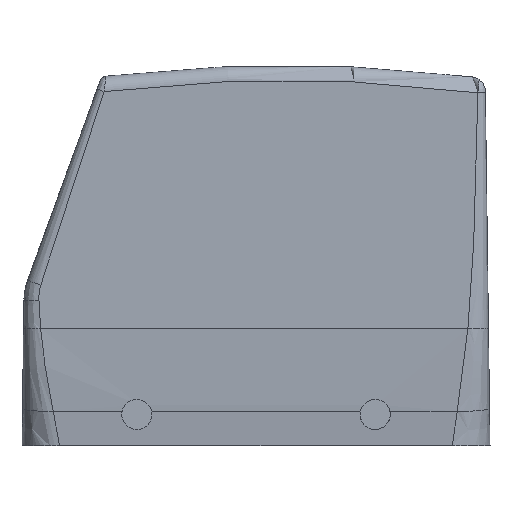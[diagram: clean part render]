
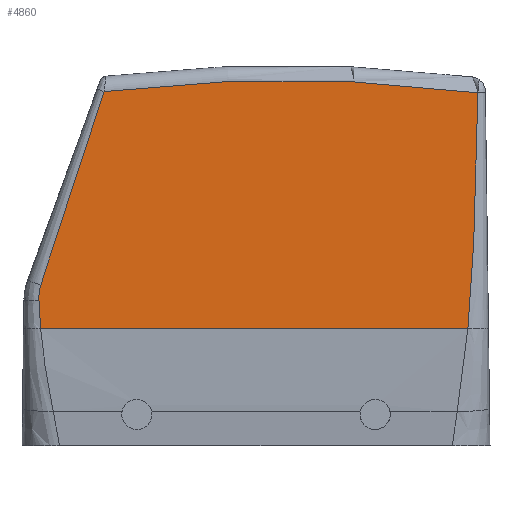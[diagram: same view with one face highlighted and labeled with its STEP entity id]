
A CAD part, left-side view. The second image highlights one B-rep face of the part: STEP entity #4860.
In plain terms, the highlighted planar face has unit normal (-1, 0, 0).
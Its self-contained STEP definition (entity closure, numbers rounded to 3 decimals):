
#4808=AXIS2_PLACEMENT_3D('Circle Axis2P3D',#4806,#4807,$) ;
#4823=AXIS2_PLACEMENT_3D('Plane Axis2P3D',#4820,#4821,#4822) ;
#3105=CARTESIAN_POINT('Vertex',(6.25,2.414,70.328)) ;
#3458=CARTESIAN_POINT('Vertex',(6.25,4.411,23.338)) ;
#3462=CARTESIAN_POINT('Control Point',(6.25,2.414,70.328)) ;
#3463=CARTESIAN_POINT('Control Point',(6.25,2.415,70.261)) ;
#3464=CARTESIAN_POINT('Control Point',(6.25,2.417,70.195)) ;
#3465=CARTESIAN_POINT('Control Point',(6.25,2.418,70.127)) ;
#3466=CARTESIAN_POINT('Control Point',(6.25,2.421,69.922)) ;
#3467=CARTESIAN_POINT('Control Point',(6.25,2.425,69.701)) ;
#3468=CARTESIAN_POINT('Control Point',(6.25,2.427,69.597)) ;
#3469=CARTESIAN_POINT('Control Point',(6.25,2.43,69.372)) ;
#3470=CARTESIAN_POINT('Control Point',(6.25,2.434,69.147)) ;
#3471=CARTESIAN_POINT('Control Point',(6.25,2.437,68.989)) ;
#3472=CARTESIAN_POINT('Control Point',(6.25,2.442,68.674)) ;
#3473=CARTESIAN_POINT('Control Point',(6.25,2.448,68.359)) ;
#3474=CARTESIAN_POINT('Control Point',(6.25,2.451,68.201)) ;
#3475=CARTESIAN_POINT('Control Point',(6.25,2.462,67.57)) ;
#3476=CARTESIAN_POINT('Control Point',(6.25,2.473,66.938)) ;
#3477=CARTESIAN_POINT('Control Point',(6.25,2.482,66.464)) ;
#3478=CARTESIAN_POINT('Control Point',(6.25,2.5,65.517)) ;
#3479=CARTESIAN_POINT('Control Point',(6.25,2.519,64.569)) ;
#3480=CARTESIAN_POINT('Control Point',(6.25,2.528,64.095)) ;
#3481=CARTESIAN_POINT('Control Point',(6.25,2.558,62.674)) ;
#3482=CARTESIAN_POINT('Control Point',(6.25,2.589,61.253)) ;
#3483=CARTESIAN_POINT('Control Point',(6.25,2.611,60.306)) ;
#3484=CARTESIAN_POINT('Control Point',(6.25,2.691,57.015)) ;
#3485=CARTESIAN_POINT('Control Point',(6.25,2.782,53.726)) ;
#3486=CARTESIAN_POINT('Control Point',(6.25,2.853,51.384)) ;
#3487=CARTESIAN_POINT('Control Point',(6.25,2.992,47.065)) ;
#3488=CARTESIAN_POINT('Control Point',(6.25,3.153,42.748)) ;
#3489=CARTESIAN_POINT('Control Point',(6.25,3.231,40.772)) ;
#3490=CARTESIAN_POINT('Control Point',(6.25,3.361,37.803)) ;
#3491=CARTESIAN_POINT('Control Point',(6.25,3.515,34.835)) ;
#3492=CARTESIAN_POINT('Control Point',(6.25,3.569,33.862)) ;
#3493=CARTESIAN_POINT('Control Point',(6.25,3.73,31.16)) ;
#3494=CARTESIAN_POINT('Control Point',(6.25,3.929,28.46)) ;
#3495=CARTESIAN_POINT('Control Point',(6.25,4.073,26.752)) ;
#3496=CARTESIAN_POINT('Control Point',(6.25,4.234,25.045)) ;
#3497=CARTESIAN_POINT('Control Point',(6.25,4.411,23.338)) ;
#3597=CARTESIAN_POINT('Line Origine',(6.25,46.419,23.338)) ;
#3601=CARTESIAN_POINT('Vertex',(6.25,89.591,23.338)) ;
#3902=CARTESIAN_POINT('Control Point',(6.25,89.921,28.961)) ;
#3903=CARTESIAN_POINT('Control Point',(6.25,89.872,27.839)) ;
#3904=CARTESIAN_POINT('Control Point',(6.25,89.821,26.714)) ;
#3905=CARTESIAN_POINT('Control Point',(6.25,89.759,25.589)) ;
#3906=CARTESIAN_POINT('Control Point',(6.25,89.683,24.463)) ;
#3907=CARTESIAN_POINT('Control Point',(6.25,89.591,23.338)) ;
#3908=CARTESIAN_POINT('Vertex',(6.25,89.921,28.961)) ;
#4803=CARTESIAN_POINT('Vertex',(6.25,76.92,70.577)) ;
#4806=CARTESIAN_POINT('Axis2P3D Location',(6.25,40.65,-224.2)) ;
#4820=CARTESIAN_POINT('Axis2P3D Location',(6.25,-19.409,-37.643)) ;
#4826=CARTESIAN_POINT('Control Point',(6.25,76.92,70.577)) ;
#4827=CARTESIAN_POINT('Control Point',(6.25,76.974,70.421)) ;
#4828=CARTESIAN_POINT('Control Point',(6.25,77.027,70.265)) ;
#4829=CARTESIAN_POINT('Control Point',(6.25,77.081,70.109)) ;
#4830=CARTESIAN_POINT('Control Point',(6.25,77.51,68.858)) ;
#4831=CARTESIAN_POINT('Control Point',(6.25,77.939,67.606)) ;
#4832=CARTESIAN_POINT('Control Point',(6.25,78.313,66.51)) ;
#4833=CARTESIAN_POINT('Control Point',(6.25,80.257,60.8)) ;
#4834=CARTESIAN_POINT('Control Point',(6.25,82.167,55.082)) ;
#4835=CARTESIAN_POINT('Control Point',(6.25,83.679,50.461)) ;
#4836=CARTESIAN_POINT('Control Point',(6.25,85.783,43.983)) ;
#4837=CARTESIAN_POINT('Control Point',(6.25,87.851,37.493)) ;
#4838=CARTESIAN_POINT('Control Point',(6.25,88.424,35.683)) ;
#4839=CARTESIAN_POINT('Control Point',(6.25,89.003,33.839)) ;
#4840=CARTESIAN_POINT('Control Point',(6.25,89.575,31.992)) ;
#4841=CARTESIAN_POINT('Vertex',(6.25,89.575,31.992)) ;
#4845=CARTESIAN_POINT('Control Point',(6.25,89.575,31.992)) ;
#4846=CARTESIAN_POINT('Control Point',(6.25,89.748,31.402)) ;
#4847=CARTESIAN_POINT('Control Point',(6.25,89.871,30.797)) ;
#4848=CARTESIAN_POINT('Control Point',(6.25,89.942,30.184)) ;
#4849=CARTESIAN_POINT('Control Point',(6.25,89.958,29.569)) ;
#4850=CARTESIAN_POINT('Control Point',(6.25,89.921,28.961)) ;
#3598=DIRECTION('Vector Direction',(0.,-1.,0.)) ;
#4807=DIRECTION('Axis2P3D Direction',(-1.,0.,0.)) ;
#4821=DIRECTION('Axis2P3D Direction',(-1.,0.,0.)) ;
#4822=DIRECTION('Axis2P3D XDirection',(0.,-0.317,0.949)) ;
#3599=VECTOR('Line Direction',#3598,1.) ;
#4853=ORIENTED_EDGE('',*,*,#4810,.T.) ;
#4854=ORIENTED_EDGE('',*,*,#4843,.F.) ;
#4855=ORIENTED_EDGE('',*,*,#4851,.F.) ;
#4856=ORIENTED_EDGE('',*,*,#3910,.F.) ;
#4857=ORIENTED_EDGE('',*,*,#3603,.T.) ;
#4858=ORIENTED_EDGE('',*,*,#3498,.T.) ;
#4860=ADVANCED_FACE('Hood',(#4859),#4824,.T.) ;
#3461=B_SPLINE_CURVE_WITH_KNOTS('',5,(#3462,#3463,#3464,#3465,#3466,#3467,#3468,#3469,#3470,#3471,#3472,#3473,#3474,#3475,#3476,#3477,#3478,#3479,#3480,#3481,#3482,#3483,#3484,#3485,#3486,#3487,#3488,#3489,#3490,#3491,#3492,#3493,#3494,#3495,#3496,#3497),.UNSPECIFIED.,.F.,.U.,(6,3,3,3,3,3,3,3,3,3,3,6),(8.249,8.589,8.929,9.717,10.506,12.88,15.254,20.001,31.754,41.679,46.667,55.257),.UNSPECIFIED.) ;
#3901=B_SPLINE_CURVE_WITH_KNOTS('',5,(#3902,#3903,#3904,#3905,#3906,#3907),.UNSPECIFIED.,.F.,.U.,(6,6),(81.523,87.149),.UNSPECIFIED.) ;
#4825=B_SPLINE_CURVE_WITH_KNOTS('',5,(#4826,#4827,#4828,#4829,#4830,#4831,#4832,#4833,#4834,#4835,#4836,#4837,#4838,#4839,#4840),.UNSPECIFIED.,.F.,.U.,(6,3,3,3,6),(0.,1.169,9.351,43.805,57.479),.UNSPECIFIED.) ;
#4844=B_SPLINE_CURVE_WITH_KNOTS('',5,(#4845,#4846,#4847,#4848,#4849,#4850),.UNSPECIFIED.,.F.,.U.,(6,6),(0.,4.34),.UNSPECIFIED.) ;
#4809=CIRCLE('generated circle',#4808,297.) ;
#3498=EDGE_CURVE('',#3459,#3106,#3461,.F.) ;
#3603=EDGE_CURVE('',#3602,#3459,#3600,.T.) ;
#3910=EDGE_CURVE('',#3602,#3909,#3901,.F.) ;
#4810=EDGE_CURVE('',#3106,#4804,#4809,.T.) ;
#4843=EDGE_CURVE('',#4842,#4804,#4825,.F.) ;
#4851=EDGE_CURVE('',#3909,#4842,#4844,.F.) ;
#4852=EDGE_LOOP('',(#4853,#4854,#4855,#4856,#4857,#4858)) ;
#4859=FACE_OUTER_BOUND('',#4852,.T.) ;
#3600=LINE('Line',#3597,#3599) ;
#4824=PLANE('',#4823) ;
#3106=VERTEX_POINT('',#3105) ;
#3459=VERTEX_POINT('',#3458) ;
#3602=VERTEX_POINT('',#3601) ;
#3909=VERTEX_POINT('',#3908) ;
#4804=VERTEX_POINT('',#4803) ;
#4842=VERTEX_POINT('',#4841) ;
